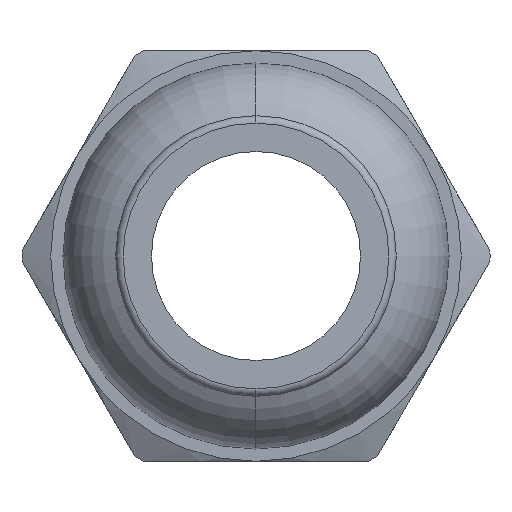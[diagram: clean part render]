
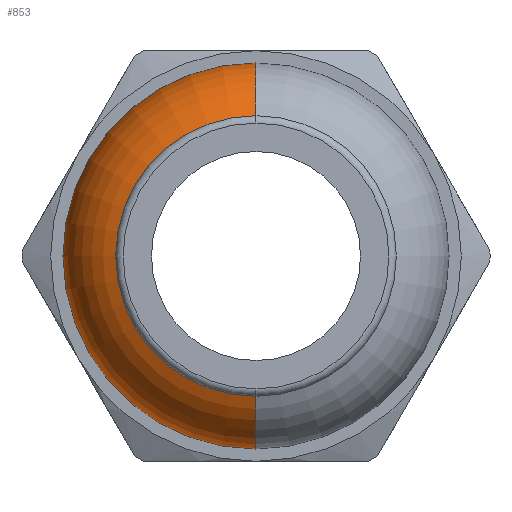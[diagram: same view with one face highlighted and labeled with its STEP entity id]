
A CAD part, left-side view. The second image highlights one B-rep face of the part: STEP entity #853.
In plain terms, the highlighted toroidal (fillet/blend) face has major radius 3.712 mm and minor radius 2.857 mm.
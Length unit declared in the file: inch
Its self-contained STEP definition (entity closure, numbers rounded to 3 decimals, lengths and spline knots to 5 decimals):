
#853 = ADVANCED_FACE ( 'NONE', ( #2866 ), #2865, .T. ) ;
#854 = EDGE_LOOP ( 'NONE', ( #855, #863, #866, #869 ) ) ;
#855 = ORIENTED_EDGE ( 'NONE', *, *, #856, .F. ) ;
#856 = EDGE_CURVE ( 'NONE', #861, #862, #2859, .T. ) ;
#861 = VERTEX_POINT ( 'NONE', #2845 ) ;
#862 = VERTEX_POINT ( 'NONE', #2844 ) ;
#863 = ORIENTED_EDGE ( 'NONE', *, *, #864, .T. ) ;
#864 = EDGE_CURVE ( 'NONE', #861, #865, #2843, .T. ) ;
#865 = VERTEX_POINT ( 'NONE', #2903 ) ;
#866 = ORIENTED_EDGE ( 'NONE', *, *, #867, .F. ) ;
#867 = EDGE_CURVE ( 'NONE', #868, #865, #2902, .T. ) ;
#868 = VERTEX_POINT ( 'NONE', #2897 ) ;
#869 = ORIENTED_EDGE ( 'NONE', *, *, #870, .F. ) ;
#870 = EDGE_CURVE ( 'NONE', #862, #868, #2896, .T. ) ;
#2841 = CARTESIAN_POINT ( 'NONE',  ( -0.37058, 0., -0.14614 ) ) ;
#2842 = AXIS2_PLACEMENT_3D ( 'NONE', #2841, #2905, #2904 ) ;
#2843 = CIRCLE ( 'NONE', #2842, 0.1125 ) ;
#2844 = CARTESIAN_POINT ( 'NONE',  ( -0.37058, 0., 0.25864 ) ) ;
#2845 = CARTESIAN_POINT ( 'NONE',  ( -0.37058, 0., -0.25864 ) ) ;
#2856 = DIRECTION ( 'NONE',  ( 0., 0., 1. ) ) ;
#2857 = DIRECTION ( 'NONE',  ( 1., 0., 0. ) ) ;
#2858 = AXIS2_PLACEMENT_3D ( 'NONE', #2864, #2857, #2856 ) ;
#2859 = CIRCLE ( 'NONE', #2858, 0.25864 ) ;
#2860 = DIRECTION ( 'NONE',  ( 0., 0., 1. ) ) ;
#2861 = DIRECTION ( 'NONE',  ( -1., 0., 0. ) ) ;
#2862 = CARTESIAN_POINT ( 'NONE',  ( -0.37058, 0., 0. ) ) ;
#2863 = AXIS2_PLACEMENT_3D ( 'NONE', #2862, #2861, #2860 ) ;
#2864 = CARTESIAN_POINT ( 'NONE',  ( -0.37058, 0., 0. ) ) ;
#2865 = TOROIDAL_SURFACE ( 'NONE', #2863, 0.14614, 0.1125 ) ;
#2866 = FACE_OUTER_BOUND ( 'NONE', #854, .T. ) ;
#2892 = DIRECTION ( 'NONE',  ( 0., 0., -1. ) ) ;
#2893 = DIRECTION ( 'NONE',  ( 0., -1., 0. ) ) ;
#2894 = CARTESIAN_POINT ( 'NONE',  ( -0.37058, 0., 0.14614 ) ) ;
#2895 = AXIS2_PLACEMENT_3D ( 'NONE', #2894, #2893, #2892 ) ;
#2896 = CIRCLE ( 'NONE', #2895, 0.1125 ) ;
#2897 = CARTESIAN_POINT ( 'NONE',  ( -0.475, 0., 0.188 ) ) ;
#2898 = DIRECTION ( 'NONE',  ( 0., 0., 1. ) ) ;
#2899 = DIRECTION ( 'NONE',  ( -1., 0., 0. ) ) ;
#2900 = CARTESIAN_POINT ( 'NONE',  ( -0.475, 0., 0. ) ) ;
#2901 = AXIS2_PLACEMENT_3D ( 'NONE', #2900, #2899, #2898 ) ;
#2902 = CIRCLE ( 'NONE', #2901, 0.188 ) ;
#2903 = CARTESIAN_POINT ( 'NONE',  ( -0.475, 0., -0.188 ) ) ;
#2904 = DIRECTION ( 'NONE',  ( 0., 0., 1. ) ) ;
#2905 = DIRECTION ( 'NONE',  ( 0., 1., 0. ) ) ;
